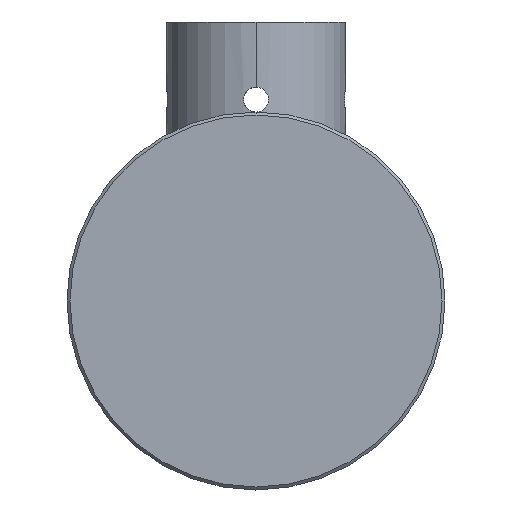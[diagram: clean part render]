
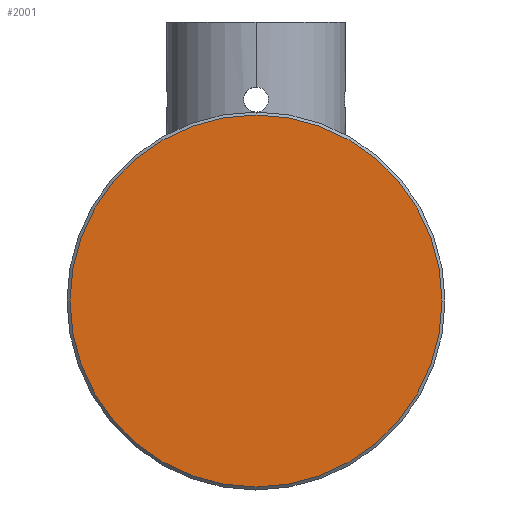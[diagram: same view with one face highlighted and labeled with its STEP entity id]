
A CAD part, left-side view. The second image highlights one B-rep face of the part: STEP entity #2001.
In plain terms, the highlighted planar face has unit normal (-1, 0, 0).
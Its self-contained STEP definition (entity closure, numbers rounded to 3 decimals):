
#28 = CARTESIAN_POINT ( 'NONE',  ( -106.68, 0., -18.7 ) ) ;
#56 = CARTESIAN_POINT ( 'NONE',  ( -106.68, 0., 18.7 ) ) ;
#343 = ORIENTED_EDGE ( 'NONE', *, *, #2065, .T. ) ;
#344 = ORIENTED_EDGE ( 'NONE', *, *, #2152, .T. ) ;
#643 = CARTESIAN_POINT ( 'NONE',  ( -106.68, 0., 0. ) ) ;
#655 = DIRECTION ( 'NONE',  ( 0., 0., -1. ) ) ;
#669 = DIRECTION ( 'NONE',  ( -1., 0., 0. ) ) ;
#884 = DIRECTION ( 'NONE',  ( 1., 0., 0. ) ) ;
#885 = PLANE ( 'NONE',  #2235 ) ;
#898 = CARTESIAN_POINT ( 'NONE',  ( -106.68, 19., 0. ) ) ;
#899 = DIRECTION ( 'NONE',  ( 0., 0., -1. ) ) ;
#967 = AXIS2_PLACEMENT_3D ( 'NONE', #643, #669, #655 ) ;
#1004 = AXIS2_PLACEMENT_3D ( 'NONE', #1254, #1275, #1256 ) ;
#1254 = CARTESIAN_POINT ( 'NONE',  ( -106.68, 0., 0. ) ) ;
#1256 = DIRECTION ( 'NONE',  ( 0., 0., -1. ) ) ;
#1275 = DIRECTION ( 'NONE',  ( -1., 0., 0. ) ) ;
#1433 = VERTEX_POINT ( 'NONE', #56 ) ;
#1658 = EDGE_LOOP ( 'NONE', ( #344, #343 ) ) ;
#1713 = VERTEX_POINT ( 'NONE', #28 ) ;
#2001 = ADVANCED_FACE ( 'NONE', ( #2544 ), #885, .F. ) ;
#2065 = EDGE_CURVE ( 'NONE', #1433, #1713, #2674, .T. ) ;
#2152 = EDGE_CURVE ( 'NONE', #1713, #1433, #2818, .T. ) ;
#2235 = AXIS2_PLACEMENT_3D ( 'NONE', #898, #884, #899 ) ;
#2544 = FACE_OUTER_BOUND ( 'NONE', #1658, .T. ) ;
#2674 = CIRCLE ( 'NONE', #967, 18.7 ) ;
#2818 = CIRCLE ( 'NONE', #1004, 18.7 ) ;
